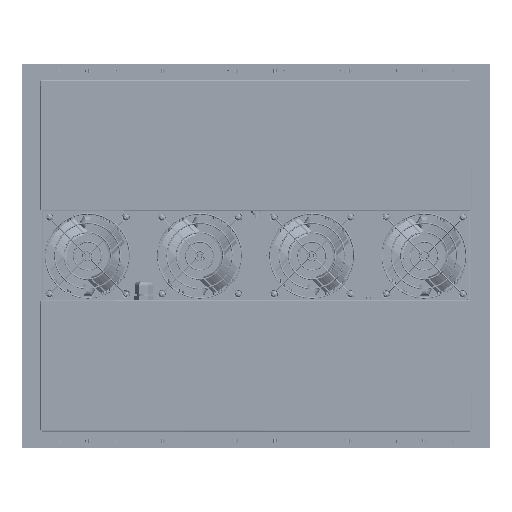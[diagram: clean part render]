
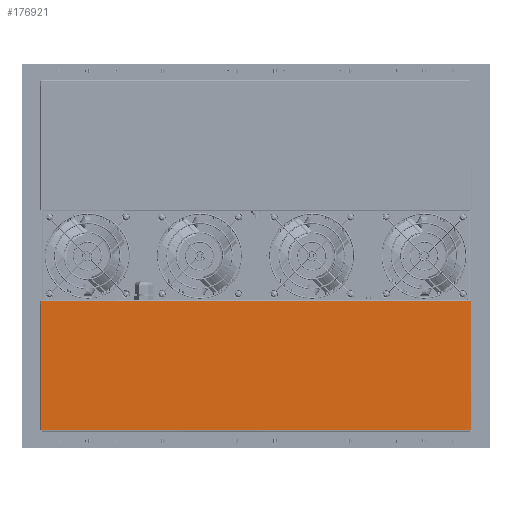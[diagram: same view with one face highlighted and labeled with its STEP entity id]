
A CAD part, top view. The second image highlights one B-rep face of the part: STEP entity #176921.
In plain terms, the highlighted planar face has unit normal (0, 0, 1).
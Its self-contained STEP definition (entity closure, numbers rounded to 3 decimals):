
#728 = CARTESIAN_POINT ( 'NONE',  ( 32.747, -14.983, 5.206 ) ) ;
#4587 = LINE ( 'NONE', #49203, #110538 ) ;
#9071 = CARTESIAN_POINT ( 'NONE',  ( 9.797, -8.093, 5.206 ) ) ;
#9866 = VERTEX_POINT ( 'NONE', #102650 ) ;
#10316 = CARTESIAN_POINT ( 'NONE',  ( 9.797, -8.03, 5.206 ) ) ;
#16619 = EDGE_LOOP ( 'NONE', ( #143529, #105338, #250528, #181898, #255478, #127366, #228693, #26503 ) ) ;
#22155 = LINE ( 'NONE', #114335, #168572 ) ;
#23146 = LINE ( 'NONE', #235663, #175890 ) ;
#26503 = ORIENTED_EDGE ( 'NONE', *, *, #193883, .T. ) ;
#27832 = VECTOR ( 'NONE', #154404, 39.37 ) ;
#28174 = CARTESIAN_POINT ( 'NONE',  ( 32.737, -8.03, 5.206 ) ) ;
#42013 = VERTEX_POINT ( 'NONE', #244963 ) ;
#48255 = DIRECTION ( 'NONE',  ( 1., 0., 0. ) ) ;
#49203 = CARTESIAN_POINT ( 'NONE',  ( 32.737, -8.093, 5.206 ) ) ;
#50405 = DIRECTION ( 'NONE',  ( -1., 0., 0. ) ) ;
#60399 = CARTESIAN_POINT ( 'NONE',  ( 9.807, -14.983, 5.206 ) ) ;
#63106 = EDGE_CURVE ( 'NONE', #42013, #80705, #4587, .T. ) ;
#66437 = CARTESIAN_POINT ( 'NONE',  ( 32.737, -8.093, 5.206 ) ) ;
#76465 = DIRECTION ( 'NONE',  ( 1., 0., 0. ) ) ;
#80705 = VERTEX_POINT ( 'NONE', #66437 ) ;
#102411 = EDGE_CURVE ( 'NONE', #173675, #126378, #230254, .T. ) ;
#102650 = CARTESIAN_POINT ( 'NONE',  ( 32.747, -8.093, 5.206 ) ) ;
#105338 = ORIENTED_EDGE ( 'NONE', *, *, #248989, .T. ) ;
#110538 = VECTOR ( 'NONE', #149283, 39.37 ) ;
#114335 = CARTESIAN_POINT ( 'NONE',  ( 32.747, -8.03, 5.206 ) ) ;
#117996 = VECTOR ( 'NONE', #169610, 39.37 ) ;
#118283 = EDGE_CURVE ( 'NONE', #165849, #152185, #23146, .T. ) ;
#122132 = EDGE_CURVE ( 'NONE', #165849, #183679, #231756, .T. ) ;
#126378 = VERTEX_POINT ( 'NONE', #256831 ) ;
#127366 = ORIENTED_EDGE ( 'NONE', *, *, #118283, .T. ) ;
#129187 = CARTESIAN_POINT ( 'NONE',  ( 32.737, -14.983, 5.206 ) ) ;
#134332 = DIRECTION ( 'NONE',  ( 0., 1., 0. ) ) ;
#135515 = DIRECTION ( 'NONE',  ( 1., 0., 0. ) ) ;
#136463 = CARTESIAN_POINT ( 'NONE',  ( 32.737, -14.983, 5.206 ) ) ;
#143529 = ORIENTED_EDGE ( 'NONE', *, *, #63106, .F. ) ;
#147499 = PLANE ( 'NONE',  #166919 ) ;
#147596 = VECTOR ( 'NONE', #76465, 39.37 ) ;
#149283 = DIRECTION ( 'NONE',  ( 1., 0., 0. ) ) ;
#150007 = DIRECTION ( 'NONE',  ( -1., 0., 0. ) ) ;
#152185 = VERTEX_POINT ( 'NONE', #728 ) ;
#153845 = LINE ( 'NONE', #136463, #147596 ) ;
#154404 = DIRECTION ( 'NONE',  ( -1., 0., 0. ) ) ;
#159970 = VECTOR ( 'NONE', #50405, 39.37 ) ;
#165849 = VERTEX_POINT ( 'NONE', #129187 ) ;
#166919 = AXIS2_PLACEMENT_3D ( 'NONE', #28174, #167480, #48255 ) ;
#167480 = DIRECTION ( 'NONE',  ( 0., 0., 1. ) ) ;
#168572 = VECTOR ( 'NONE', #134332, 39.37 ) ;
#169610 = DIRECTION ( 'NONE',  ( 0., -1., 0. ) ) ;
#173675 = VERTEX_POINT ( 'NONE', #9071 ) ;
#175890 = VECTOR ( 'NONE', #135515, 39.37 ) ;
#176921 = ADVANCED_FACE ( 'NONE', ( #191125 ), #147499, .T. ) ;
#181898 = ORIENTED_EDGE ( 'NONE', *, *, #239993, .T. ) ;
#182089 = LINE ( 'NONE', #190162, #216390 ) ;
#183679 = VERTEX_POINT ( 'NONE', #60399 ) ;
#190162 = CARTESIAN_POINT ( 'NONE',  ( 32.737, -8.093, 5.206 ) ) ;
#191125 = FACE_OUTER_BOUND ( 'NONE', #16619, .T. ) ;
#193883 = EDGE_CURVE ( 'NONE', #9866, #80705, #239743, .T. ) ;
#216390 = VECTOR ( 'NONE', #150007, 39.37 ) ;
#224937 = EDGE_CURVE ( 'NONE', #152185, #9866, #22155, .T. ) ;
#227238 = CARTESIAN_POINT ( 'NONE',  ( 32.737, -14.983, 5.206 ) ) ;
#228693 = ORIENTED_EDGE ( 'NONE', *, *, #224937, .T. ) ;
#230254 = LINE ( 'NONE', #10316, #117996 ) ;
#231756 = LINE ( 'NONE', #227238, #159970 ) ;
#235663 = CARTESIAN_POINT ( 'NONE',  ( 32.737, -14.983, 5.206 ) ) ;
#239743 = LINE ( 'NONE', #253727, #27832 ) ;
#239993 = EDGE_CURVE ( 'NONE', #126378, #183679, #153845, .T. ) ;
#244963 = CARTESIAN_POINT ( 'NONE',  ( 9.807, -8.093, 5.206 ) ) ;
#248989 = EDGE_CURVE ( 'NONE', #42013, #173675, #182089, .T. ) ;
#250528 = ORIENTED_EDGE ( 'NONE', *, *, #102411, .T. ) ;
#253727 = CARTESIAN_POINT ( 'NONE',  ( 32.737, -8.093, 5.206 ) ) ;
#255478 = ORIENTED_EDGE ( 'NONE', *, *, #122132, .F. ) ;
#256831 = CARTESIAN_POINT ( 'NONE',  ( 9.797, -14.983, 5.206 ) ) ;
